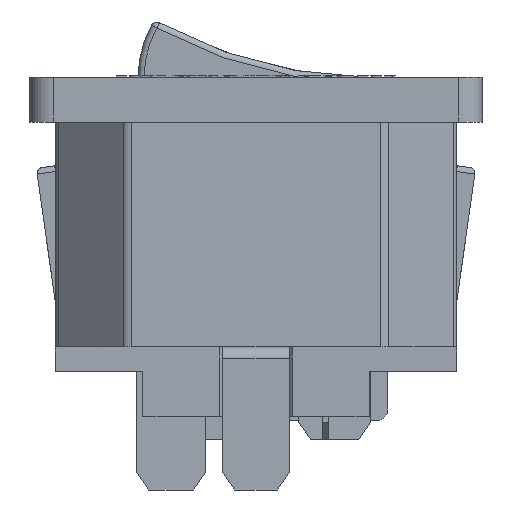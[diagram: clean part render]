
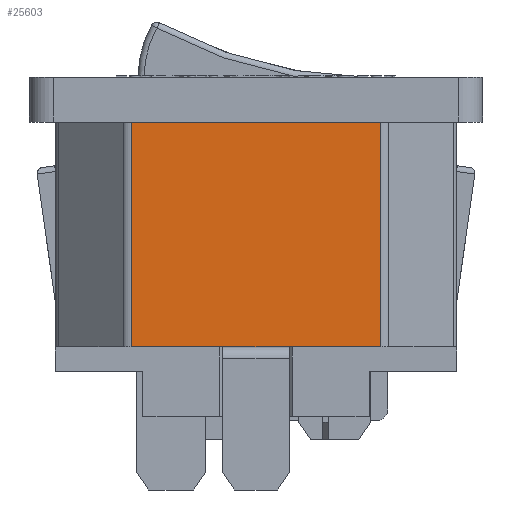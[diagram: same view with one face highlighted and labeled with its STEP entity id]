
A CAD part, front view. The second image highlights one B-rep face of the part: STEP entity #25603.
In plain terms, the highlighted planar face has unit normal (0, -1, 0).
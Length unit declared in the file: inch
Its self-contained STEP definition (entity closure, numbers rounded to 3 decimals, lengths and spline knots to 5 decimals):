
#25314=CARTESIAN_POINT('',(0.32581,-0.8985,-0.589));
#25315=VERTEX_POINT('',#25314);
#25323=CARTESIAN_POINT('',(-0.32581,-0.8985,-0.589));
#25324=VERTEX_POINT('',#25323);
#25325=CARTESIAN_POINT('',(-0.32581,-0.8985,-0.589));
#25326=DIRECTION('',(1.0,0.0,0.0));
#25327=VECTOR('',#25326,0.65161);
#25328=LINE('',#25325,#25327);
#25329=EDGE_CURVE('',#25324,#25315,#25328,.T.);
#25561=CARTESIAN_POINT('',(-0.32581,-0.8985,0.0));
#25562=VERTEX_POINT('',#25561);
#25563=CARTESIAN_POINT('',(-0.32581,-0.8985,-0.589));
#25564=DIRECTION('',(0.0,0.0,1.0));
#25565=VECTOR('',#25564,0.589);
#25566=LINE('',#25563,#25565);
#25567=EDGE_CURVE('',#25324,#25562,#25566,.T.);
#25580=CARTESIAN_POINT('',(-0.33875,-0.8985,0.0));
#25581=DIRECTION('',(0.0,-1.0,0.0));
#25582=DIRECTION('',(0.0,0.0,-1.0));
#25583=AXIS2_PLACEMENT_3D('',#25580,#25581,#25582);
#25584=PLANE('',#25583);
#25585=ORIENTED_EDGE('',*,*,#25329,.T.);
#25586=CARTESIAN_POINT('',(0.32581,-0.8985,0.0));
#25587=VERTEX_POINT('',#25586);
#25588=CARTESIAN_POINT('',(0.32581,-0.8985,0.0));
#25589=DIRECTION('',(0.0,0.0,-1.0));
#25590=VECTOR('',#25589,0.589);
#25591=LINE('',#25588,#25590);
#25592=EDGE_CURVE('',#25587,#25315,#25591,.T.);
#25593=ORIENTED_EDGE('',*,*,#25592,.F.);
#25594=CARTESIAN_POINT('',(-0.32581,-0.8985,0.0));
#25595=DIRECTION('',(1.0,0.0,0.0));
#25596=VECTOR('',#25595,0.65161);
#25597=LINE('',#25594,#25596);
#25598=EDGE_CURVE('',#25562,#25587,#25597,.T.);
#25599=ORIENTED_EDGE('',*,*,#25598,.F.);
#25600=ORIENTED_EDGE('',*,*,#25567,.F.);
#25601=EDGE_LOOP('',(#25585,#25593,#25599,#25600));
#25602=FACE_OUTER_BOUND('',#25601,.T.);
#25603=ADVANCED_FACE('',(#25602),#25584,.T.);
